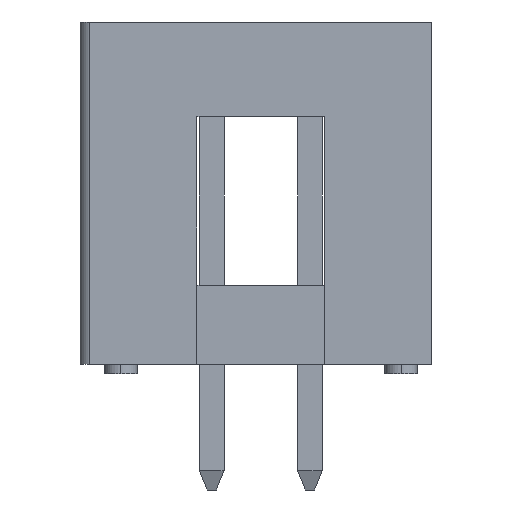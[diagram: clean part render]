
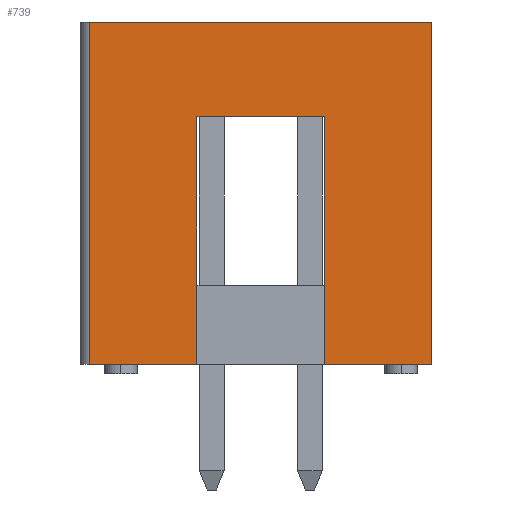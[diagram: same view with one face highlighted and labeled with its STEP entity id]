
A CAD part, left-side view. The second image highlights one B-rep face of the part: STEP entity #739.
In plain terms, the highlighted planar face has unit normal (-1, 0, 0).
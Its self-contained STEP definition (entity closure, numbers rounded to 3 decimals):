
#739=ADVANCED_FACE('',(#1676),#1677,.T.);
#1676=FACE_OUTER_BOUND('',#2872,.T.);
#1677=PLANE('',#2873);
#2872=EDGE_LOOP('',(#4698,#4699,#4700,#4701,#4702,#4703,#4704,#4705));
#2873=AXIS2_PLACEMENT_3D('',#4706,#4707,#4708);
#4698=ORIENTED_EDGE('',*,*,#7081,.T.);
#4699=ORIENTED_EDGE('',*,*,#7090,.T.);
#4700=ORIENTED_EDGE('',*,*,#6661,.F.);
#4701=ORIENTED_EDGE('',*,*,#7133,.T.);
#4702=ORIENTED_EDGE('',*,*,#7126,.T.);
#4703=ORIENTED_EDGE('',*,*,#7115,.F.);
#4704=ORIENTED_EDGE('',*,*,#6665,.F.);
#4705=ORIENTED_EDGE('',*,*,#7088,.F.);
#4706=CARTESIAN_POINT('',(-12.72,-4.425,-4.425));
#4707=DIRECTION('',(-1.0,0.0,0.0));
#4708=DIRECTION('',(0.0,0.0,1.0));
#6661=EDGE_CURVE('',#7849,#7851,#7852,.T.);
#6665=EDGE_CURVE('',#7857,#7859,#7860,.T.);
#7081=EDGE_CURVE('',#8473,#8474,#8475,.T.);
#7088=EDGE_CURVE('',#8473,#7857,#8484,.T.);
#7090=EDGE_CURVE('',#8474,#7851,#8486,.T.);
#7115=EDGE_CURVE('',#7859,#8515,#8516,.T.);
#7126=EDGE_CURVE('',#8529,#8515,#8530,.T.);
#7133=EDGE_CURVE('',#7849,#8529,#8539,.T.);
#7849=VERTEX_POINT('',#9498);
#7851=VERTEX_POINT('',#9501);
#7852=LINE('',#9502,#9503);
#7857=VERTEX_POINT('',#9510);
#7859=VERTEX_POINT('',#9513);
#7860=LINE('',#9514,#9515);
#8473=VERTEX_POINT('',#10439);
#8474=VERTEX_POINT('',#10440);
#8475=LINE('',#10441,#10442);
#8484=LINE('',#10456,#10457);
#8486=LINE('',#10459,#10460);
#8515=VERTEX_POINT('',#10504);
#8516=LINE('',#10505,#10506);
#8529=VERTEX_POINT('',#10525);
#8530=LINE('',#10526,#10527);
#8539=LINE('',#10541,#10542);
#9498=CARTESIAN_POINT('',(-12.72,-4.425,-4.425));
#9501=CARTESIAN_POINT('',(-12.72,-1.65,-4.425));
#9502=CARTESIAN_POINT('',(-12.72,-4.425,-4.425));
#9503=VECTOR('',#11867,1000.0);
#9510=CARTESIAN_POINT('',(-12.72,1.65,-4.425));
#9513=CARTESIAN_POINT('',(-12.72,4.425,-4.425));
#9514=CARTESIAN_POINT('',(-12.72,-4.425,-4.425));
#9515=VECTOR('',#11871,1000.0);
#10439=CARTESIAN_POINT('',(-12.72,1.65,1.975));
#10440=CARTESIAN_POINT('',(-12.72,-1.65,1.975));
#10441=CARTESIAN_POINT('',(-12.72,1.65,1.975));
#10442=VECTOR('',#12213,1000.0);
#10456=CARTESIAN_POINT('',(-12.72,1.65,1.975));
#10457=VECTOR('',#12219,1000.0);
#10459=CARTESIAN_POINT('',(-12.72,-1.65,1.975));
#10460=VECTOR('',#12220,1000.0);
#10504=CARTESIAN_POINT('',(-12.72,4.425,4.425));
#10505=CARTESIAN_POINT('',(-12.72,4.425,-4.425));
#10506=VECTOR('',#12236,1000.0);
#10525=CARTESIAN_POINT('',(-12.72,-4.425,4.425));
#10526=CARTESIAN_POINT('',(-12.72,-4.425,4.425));
#10527=VECTOR('',#12243,1000.0);
#10541=CARTESIAN_POINT('',(-12.72,-4.425,-4.425));
#10542=VECTOR('',#12249,1000.0);
#11867=DIRECTION('',(0.0,1.0,0.0));
#11871=DIRECTION('',(0.0,1.0,0.0));
#12213=DIRECTION('',(0.0,-1.0,0.0));
#12219=DIRECTION('',(0.0,0.0,-1.0));
#12220=DIRECTION('',(0.0,0.0,-1.0));
#12236=DIRECTION('',(0.0,0.0,1.0));
#12243=DIRECTION('',(0.0,1.0,0.0));
#12249=DIRECTION('',(0.0,0.0,1.0));
